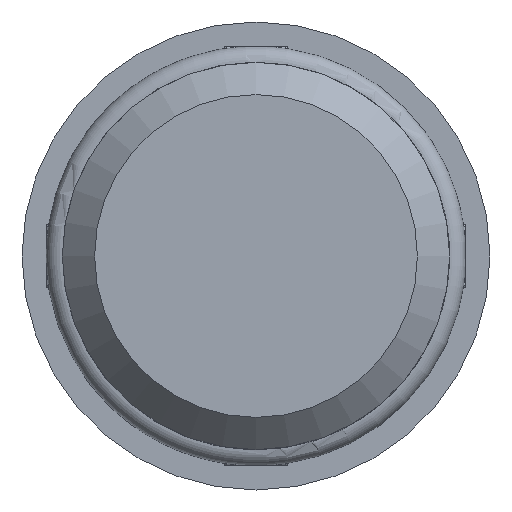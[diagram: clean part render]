
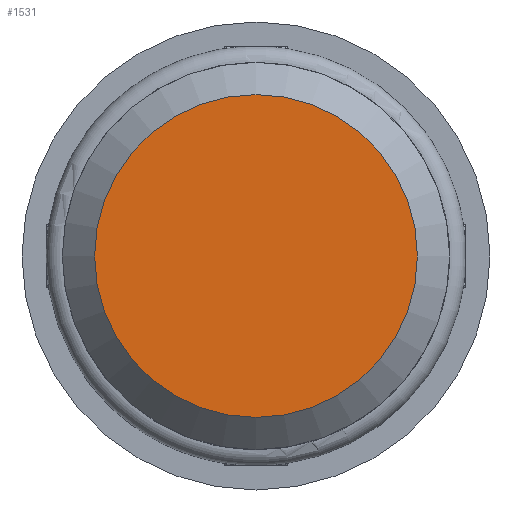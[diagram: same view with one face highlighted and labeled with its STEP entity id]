
A CAD part, front view. The second image highlights one B-rep face of the part: STEP entity #1531.
In plain terms, the highlighted planar face has unit normal (0, -1, 0).
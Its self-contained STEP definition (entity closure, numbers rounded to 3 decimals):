
#1508=CARTESIAN_POINT('',(5.,8.0,0.));
#1509=VERTEX_POINT('',#1508);
#1510=CARTESIAN_POINT('',(0.0,8.0,0.0));
#1511=DIRECTION('',(0.0,1.0,0.0));
#1512=DIRECTION('',(-1.0,0.0,0.0));
#1513=AXIS2_PLACEMENT_3D('',#1510,#1511,#1512);
#1514=CIRCLE('',#1513,5.);
#1515=EDGE_CURVE('',#1509,#1509,#1514,.T.);
#1523=CARTESIAN_POINT('',(0.,8.0,0.));
#1524=DIRECTION('',(0.0,1.0,0.0));
#1525=DIRECTION('',(0.0,0.0,1.0));
#1526=AXIS2_PLACEMENT_3D('',#1523,#1524,#1525);
#1527=PLANE('',#1526);
#1528=ORIENTED_EDGE('',*,*,#1515,.F.);
#1529=EDGE_LOOP('',(#1528));
#1530=FACE_OUTER_BOUND('',#1529,.T.);
#1531=ADVANCED_FACE('',(#1530),#1527,.F.);
